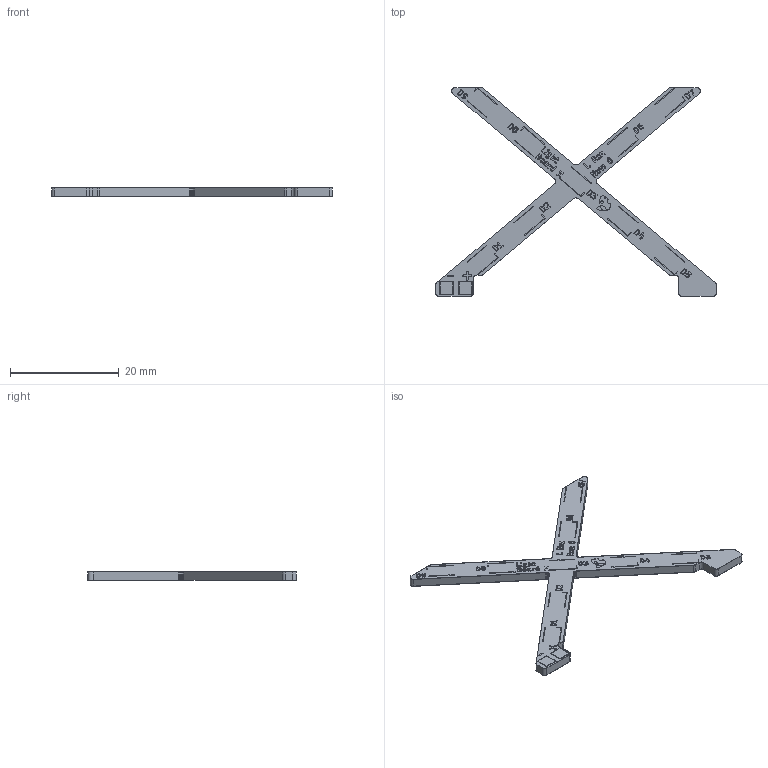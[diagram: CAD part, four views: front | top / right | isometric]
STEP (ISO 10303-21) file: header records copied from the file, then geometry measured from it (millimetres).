
FILE_DESCRIPTION(('KiCad electronic assembly'),'2;1');
FILE_NAME('Light Board - X.step','2025-08-10T19:47:39',('Pcbnew'),( 'Kicad'),'Open CASCADE STEP processor 7.8','KiCad to STEP converter' ,'Unknown');
FILE_SCHEMA(('AUTOMOTIVE_DESIGN { 1 0 10303 214 1 1 1 1 }'));
Length unit declared in the file: millimetre
Products named in the file (4): Light Board - X 1; Light Board - X_silkscreen; Light Board - X_soldermask; Light Board - X_PCB
Assembly tree (3 placements, depth 2):
  Light Board - X 1
    Light Board - X_silkscreen
    Light Board - X_soldermask
    Light Board - X_PCB
Bounding box: 51.7 x 38.37 x 1.64 mm (x, y, z)
Volume: 755.9 mm3; surface area: 2389.8 mm2
Topology: 1 solids, 68 shells, 135 faces, 1461 edges, 1395 vertices
Faces by surface type: plane 121, cylinder 14
Entity records: 13894 total; most frequent: CARTESIAN_POINT 2995, DIRECTION 2051, ORIENTED_EDGE 1659, EDGE_CURVE 1461, VERTEX_POINT 1395, LINE 1149, VECTOR 1149, AXIS2_PLACEMENT_3D 451
